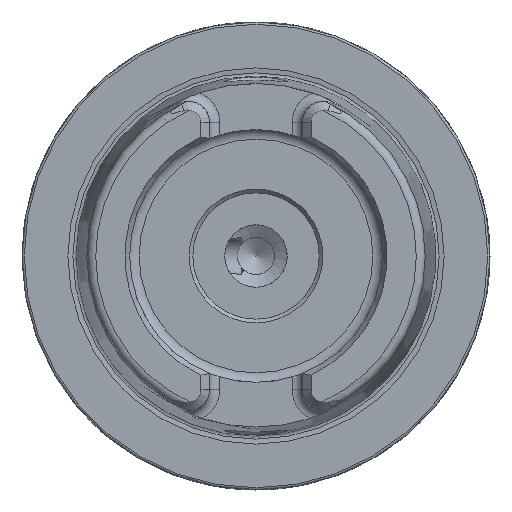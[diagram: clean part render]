
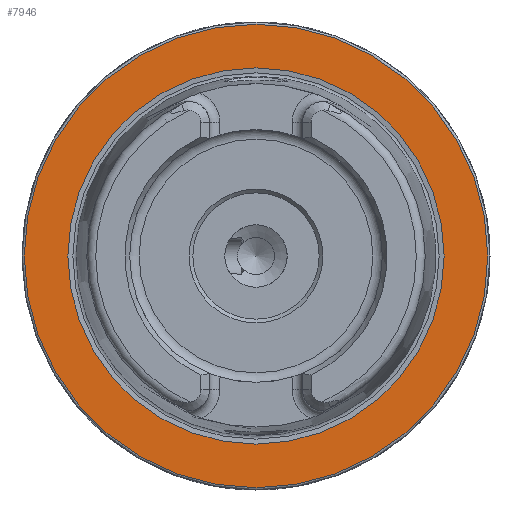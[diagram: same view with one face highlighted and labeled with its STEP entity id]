
A CAD part, left-side view. The second image highlights one B-rep face of the part: STEP entity #7946.
In plain terms, the highlighted planar face has unit normal (-1, 0, 0).
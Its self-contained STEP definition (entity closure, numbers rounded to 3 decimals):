
#711 = DIRECTION ( 'NONE',  ( 1., 0., 0. ) ) ;
#991 = DIRECTION ( 'NONE',  ( 0., 0., 1. ) ) ;
#1414 = CARTESIAN_POINT ( 'NONE',  ( 0., 0., 31.2 ) ) ;
#1807 = DIRECTION ( 'NONE',  ( 0., 0., 1. ) ) ;
#2361 = CIRCLE ( 'NONE', #6512, 31.2 ) ;
#3270 = CIRCLE ( 'NONE', #4725, 25.324 ) ;
#3355 = EDGE_CURVE ( 'NONE', #8760, #8760, #3270, .T. ) ;
#3404 = DIRECTION ( 'NONE',  ( -1., 0., 0. ) ) ;
#3777 = CARTESIAN_POINT ( 'NONE',  ( 0., 31.2, 0. ) ) ;
#4281 = EDGE_LOOP ( 'NONE', ( #4803 ) ) ;
#4541 = DIRECTION ( 'NONE',  ( 0., 0., -1. ) ) ;
#4725 = AXIS2_PLACEMENT_3D ( 'NONE', #9486, #5620, #991 ) ;
#4803 = ORIENTED_EDGE ( 'NONE', *, *, #3355, .F. ) ;
#4938 = VERTEX_POINT ( 'NONE', #1414 ) ;
#5620 = DIRECTION ( 'NONE',  ( -1., 0., 0. ) ) ;
#5743 = CARTESIAN_POINT ( 'NONE',  ( 0., 0., 0. ) ) ;
#6512 = AXIS2_PLACEMENT_3D ( 'NONE', #5743, #3404, #1807 ) ;
#6638 = ORIENTED_EDGE ( 'NONE', *, *, #7205, .T. ) ;
#7026 = FACE_OUTER_BOUND ( 'NONE', #8336, .T. ) ;
#7205 = EDGE_CURVE ( 'NONE', #4938, #4938, #2361, .T. ) ;
#7946 = ADVANCED_FACE ( 'NONE', ( #8348, #7026 ), #9875, .F. ) ;
#8336 = EDGE_LOOP ( 'NONE', ( #6638 ) ) ;
#8348 = FACE_BOUND ( 'NONE', #4281, .T. ) ;
#8393 = CARTESIAN_POINT ( 'NONE',  ( 0., 0., 25.324 ) ) ;
#8760 = VERTEX_POINT ( 'NONE', #8393 ) ;
#9009 = AXIS2_PLACEMENT_3D ( 'NONE', #3777, #711, #4541 ) ;
#9486 = CARTESIAN_POINT ( 'NONE',  ( 0., 0., 0. ) ) ;
#9875 = PLANE ( 'NONE',  #9009 ) ;
